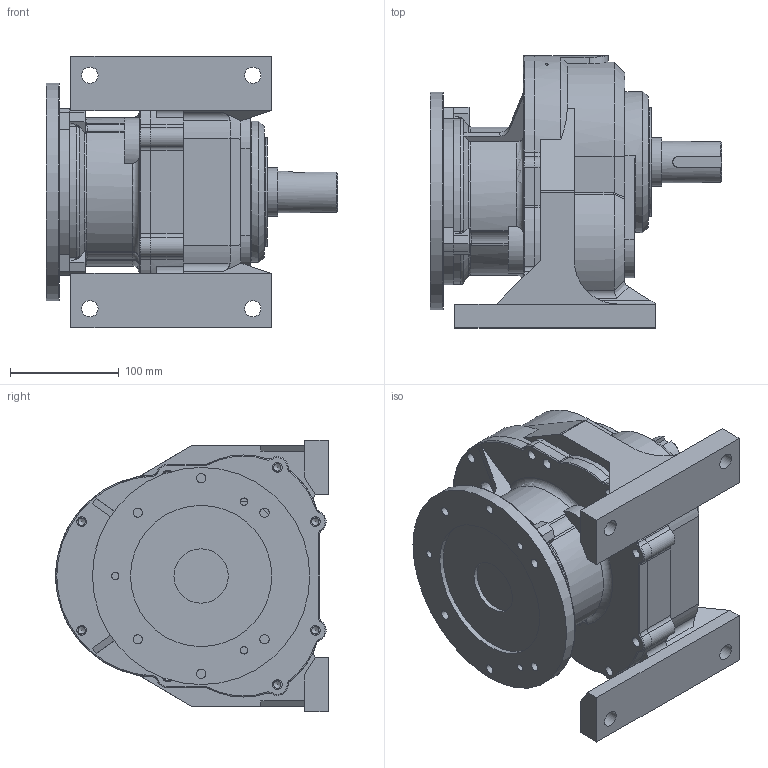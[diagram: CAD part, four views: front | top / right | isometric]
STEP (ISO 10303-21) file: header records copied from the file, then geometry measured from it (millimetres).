
FILE_DESCRIPTION (( 'STEP AP214' ), '1' );
FILE_NAME ('EK2DO07803H001_F1HF_0.75KW_R5.stp', '2022-07-01T08:13:53', ( 'Windows 餌辨濠' ), ( '' ), 'SwSTEP 2.0', 'SolidWorks 2021', '' );
FILE_SCHEMA (( 'AUTOMOTIVE_DESIGN' ));
Length unit declared in the file: millimetre
Products named in the file (5): DKG1300333__0.4; 15_0.75; CASING_DKA0102308; DKA0800220_BRACKET; EK2DO07803H001_F1HF_0.75KW_R5
Assembly tree (4 placements, depth 2):
  EK2DO07803H001_F1HF_0.75KW_R5
    CASING_DKA0102308
    DKA0800220_BRACKET
    DKG1300333__0.4
    15_0.75
Bounding box: 268 x 251 x 250 mm (x, y, z)
Volume: 6277969.2 mm3; surface area: 457151.2 mm2
Topology: 4 solids, 4 shells, 369 faces, 988 edges, 626 vertices
Faces by surface type: cylinder 159, plane 105, torus 44, bspline 34, cone 27
Full cylindrical faces by diameter (mm): 2.7 x2, 6.8 x11, 8.5 x6, 9 x11, 10 x4, 15 x4, 38 x1, 45 x1, 50 x1, 100 x1, 130 x2, 200 x1
Entity records: 13510 total; most frequent: CARTESIAN_POINT 4212, DIRECTION 1850, ORIENTED_EDGE 1776, EDGE_CURVE 888, AXIS2_PLACEMENT_3D 756, VERTEX_POINT 599, EDGE_LOOP 495, FACE_OUTER_BOUND 416
